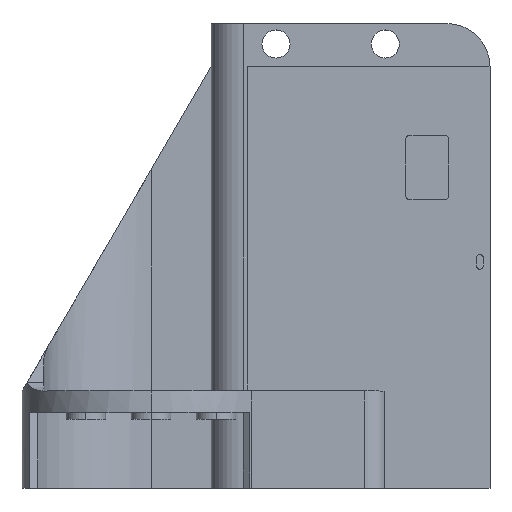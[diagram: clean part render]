
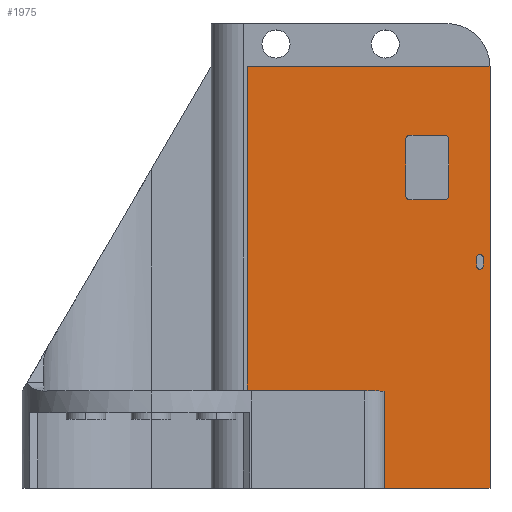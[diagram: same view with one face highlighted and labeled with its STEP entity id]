
A CAD part, top view. The second image highlights one B-rep face of the part: STEP entity #1975.
In plain terms, the highlighted planar face has unit normal (0, 0, 1).
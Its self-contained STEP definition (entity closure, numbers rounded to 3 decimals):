
#16 = EDGE_CURVE ( 'NONE', #1947, #2167, #3432, .T. ) ;
#22 = EDGE_CURVE ( 'NONE', #2572, #3263, #1618, .T. ) ;
#119 = ORIENTED_EDGE ( 'NONE', *, *, #3912, .F. ) ;
#124 = VECTOR ( 'NONE', #2245, 1000. ) ;
#146 = DIRECTION ( 'NONE',  ( 0., 1., 0. ) ) ;
#165 = DIRECTION ( 'NONE',  ( 0., 1., 0. ) ) ;
#191 = VECTOR ( 'NONE', #2726, 1000. ) ;
#274 = VECTOR ( 'NONE', #3406, 1000. ) ;
#326 = FACE_BOUND ( 'NONE', #3191, .T. ) ;
#338 = CARTESIAN_POINT ( 'NONE',  ( 60.166, 58.434, 16. ) ) ;
#359 = DIRECTION ( 'NONE',  ( 0., -1., 0. ) ) ;
#373 = CARTESIAN_POINT ( 'NONE',  ( 75.666, 31.034, 16. ) ) ;
#417 = AXIS2_PLACEMENT_3D ( 'NONE', #4188, #423, #1454 ) ;
#423 = DIRECTION ( 'NONE',  ( 0., 0., 1. ) ) ;
#433 = ORIENTED_EDGE ( 'NONE', *, *, #1883, .F. ) ;
#438 = ORIENTED_EDGE ( 'NONE', *, *, #1001, .F. ) ;
#469 = VERTEX_POINT ( 'NONE', #1327 ) ;
#470 = LINE ( 'NONE', #513, #2448 ) ;
#477 = CIRCLE ( 'NONE', #3309, 1. ) ;
#482 = VECTOR ( 'NONE', #4204, 1000. ) ;
#513 = CARTESIAN_POINT ( 'NONE',  ( 69.166, 58.434, 16. ) ) ;
#547 = VERTEX_POINT ( 'NONE', #2444 ) ;
#552 = ORIENTED_EDGE ( 'NONE', *, *, #3835, .F. ) ;
#556 = CARTESIAN_POINT ( 'NONE',  ( 60.166, 59.434, 16. ) ) ;
#574 = CARTESIAN_POINT ( 'NONE',  ( 54.166, -22.566, 16. ) ) ;
#575 = ORIENTED_EDGE ( 'NONE', *, *, #1528, .F. ) ;
#595 = CARTESIAN_POINT ( 'NONE',  ( 68.166, 45.434, 16. ) ) ;
#623 = ORIENTED_EDGE ( 'NONE', *, *, #3646, .F. ) ;
#668 = DIRECTION ( 'NONE',  ( 0., 0., 1. ) ) ;
#682 = CARTESIAN_POINT ( 'NONE',  ( 22.4, 0., 16. ) ) ;
#689 = ORIENTED_EDGE ( 'NONE', *, *, #1725, .F. ) ;
#723 = VERTEX_POINT ( 'NONE', #373 ) ;
#733 = DIRECTION ( 'NONE',  ( 1., 0., 0. ) ) ;
#769 = LINE ( 'NONE', #2043, #191 ) ;
#842 = DIRECTION ( 'NONE',  ( -1., 0., 0. ) ) ;
#852 = CARTESIAN_POINT ( 'NONE',  ( 59.166, 58.434, 16. ) ) ;
#891 = VERTEX_POINT ( 'NONE', #3920 ) ;
#952 = DIRECTION ( 'NONE',  ( 0., -1., 0. ) ) ;
#978 = VERTEX_POINT ( 'NONE', #3903 ) ;
#985 = CIRCLE ( 'NONE', #4174, 1. ) ;
#990 = CARTESIAN_POINT ( 'NONE',  ( 59.166, 58.434, 16. ) ) ;
#1001 = EDGE_CURVE ( 'NONE', #3079, #1457, #1865, .T. ) ;
#1041 = LINE ( 'NONE', #1711, #3390 ) ;
#1055 = PLANE ( 'NONE',  #2173 ) ;
#1108 = CARTESIAN_POINT ( 'NONE',  ( 60.166, 59.434, 16. ) ) ;
#1162 = ORIENTED_EDGE ( 'NONE', *, *, #2184, .F. ) ;
#1202 = VERTEX_POINT ( 'NONE', #2971 ) ;
#1327 = CARTESIAN_POINT ( 'NONE',  ( 68.166, 59.434, 16. ) ) ;
#1429 = ORIENTED_EDGE ( 'NONE', *, *, #4005, .F. ) ;
#1436 = LINE ( 'NONE', #2164, #482 ) ;
#1454 = DIRECTION ( 'NONE',  ( -1., 0., 0. ) ) ;
#1457 = VERTEX_POINT ( 'NONE', #3602 ) ;
#1472 = VECTOR ( 'NONE', #359, 1000. ) ;
#1488 = CARTESIAN_POINT ( 'NONE',  ( 76.416, 29.034, 16. ) ) ;
#1498 = VERTEX_POINT ( 'NONE', #3964 ) ;
#1528 = EDGE_CURVE ( 'NONE', #1457, #3427, #769, .T. ) ;
#1545 = AXIS2_PLACEMENT_3D ( 'NONE', #2122, #2999, #2022 ) ;
#1605 = CARTESIAN_POINT ( 'NONE',  ( 60.166, 44.434, 16. ) ) ;
#1618 = LINE ( 'NONE', #2643, #3287 ) ;
#1670 = AXIS2_PLACEMENT_3D ( 'NONE', #595, #3991, #4046 ) ;
#1677 = DIRECTION ( 'NONE',  ( -1., 0., 0. ) ) ;
#1699 = CIRCLE ( 'NONE', #3107, 0.75 ) ;
#1711 = CARTESIAN_POINT ( 'NONE',  ( 77.166, 75.434, 16. ) ) ;
#1725 = EDGE_CURVE ( 'NONE', #2167, #1812, #470, .T. ) ;
#1737 = DIRECTION ( 'NONE',  ( 0., 0., -1. ) ) ;
#1812 = VERTEX_POINT ( 'NONE', #3313 ) ;
#1865 = LINE ( 'NONE', #2828, #3792 ) ;
#1866 = DIRECTION ( 'NONE',  ( 0., 0., 1. ) ) ;
#1881 = CARTESIAN_POINT ( 'NONE',  ( 78.766, -22.566, 16. ) ) ;
#1883 = EDGE_CURVE ( 'NONE', #3428, #1947, #3336, .T. ) ;
#1888 = VECTOR ( 'NONE', #952, 1000. ) ;
#1946 = EDGE_CURVE ( 'NONE', #2903, #1498, #3695, .T. ) ;
#1947 = VERTEX_POINT ( 'NONE', #2340 ) ;
#1975 = ADVANCED_FACE ( 'NONE', ( #2094, #3361, #326 ), #1055, .F. ) ;
#2022 = DIRECTION ( 'NONE',  ( 1., 0., 0. ) ) ;
#2043 = CARTESIAN_POINT ( 'NONE',  ( 52.166, 75.434, 16. ) ) ;
#2094 = FACE_OUTER_BOUND ( 'NONE', #4007, .T. ) ;
#2101 = VERTEX_POINT ( 'NONE', #1108 ) ;
#2115 = LINE ( 'NONE', #2960, #1888 ) ;
#2122 = CARTESIAN_POINT ( 'NONE',  ( 76.416, 31.034, 16. ) ) ;
#2164 = CARTESIAN_POINT ( 'NONE',  ( 54.166, -125.929, 16. ) ) ;
#2167 = VERTEX_POINT ( 'NONE', #3278 ) ;
#2173 = AXIS2_PLACEMENT_3D ( 'NONE', #2355, #1737, #1677 ) ;
#2184 = EDGE_CURVE ( 'NONE', #469, #2101, #2914, .T. ) ;
#2245 = DIRECTION ( 'NONE',  ( 1., 0., 0. ) ) ;
#2259 = ORIENTED_EDGE ( 'NONE', *, *, #3949, .F. ) ;
#2340 = CARTESIAN_POINT ( 'NONE',  ( 68.166, 44.434, 16. ) ) ;
#2355 = CARTESIAN_POINT ( 'NONE',  ( 0., -2., 16. ) ) ;
#2408 = CARTESIAN_POINT ( 'NONE',  ( 78.766, 75.434, 16. ) ) ;
#2429 = ORIENTED_EDGE ( 'NONE', *, *, #16, .F. ) ;
#2444 = CARTESIAN_POINT ( 'NONE',  ( 54.166, 0., 16. ) ) ;
#2448 = VECTOR ( 'NONE', #146, 1000. ) ;
#2524 = EDGE_CURVE ( 'NONE', #723, #891, #2115, .T. ) ;
#2572 = VERTEX_POINT ( 'NONE', #1881 ) ;
#2586 = DIRECTION ( 'NONE',  ( -1., 0., 0. ) ) ;
#2624 = ORIENTED_EDGE ( 'NONE', *, *, #3484, .F. ) ;
#2643 = CARTESIAN_POINT ( 'NONE',  ( 52.166, -22.566, 16. ) ) ;
#2693 = DIRECTION ( 'NONE',  ( 0., -1., 0. ) ) ;
#2709 = CARTESIAN_POINT ( 'NONE',  ( 60.166, 44.434, 16. ) ) ;
#2726 = DIRECTION ( 'NONE',  ( 1., 0., 0. ) ) ;
#2730 = VECTOR ( 'NONE', #842, 1000. ) ;
#2778 = ORIENTED_EDGE ( 'NONE', *, *, #22, .F. ) ;
#2806 = CIRCLE ( 'NONE', #417, 1. ) ;
#2807 = ORIENTED_EDGE ( 'NONE', *, *, #3473, .T. ) ;
#2828 = CARTESIAN_POINT ( 'NONE',  ( 22.4, 75.434, 16. ) ) ;
#2846 = CARTESIAN_POINT ( 'NONE',  ( 60.166, 45.434, 16. ) ) ;
#2903 = VERTEX_POINT ( 'NONE', #852 ) ;
#2914 = LINE ( 'NONE', #556, #3310 ) ;
#2960 = CARTESIAN_POINT ( 'NONE',  ( 75.666, 31.034, 16. ) ) ;
#2971 = CARTESIAN_POINT ( 'NONE',  ( 77.166, 29.034, 16. ) ) ;
#2999 = DIRECTION ( 'NONE',  ( 0., 0., 1. ) ) ;
#3034 = ORIENTED_EDGE ( 'NONE', *, *, #3555, .F. ) ;
#3079 = VERTEX_POINT ( 'NONE', #682 ) ;
#3106 = EDGE_LOOP ( 'NONE', ( #1429, #4353, #2624, #1162, #3034, #689, #2429, #433 ) ) ;
#3107 = AXIS2_PLACEMENT_3D ( 'NONE', #1488, #3883, #3239 ) ;
#3129 = LINE ( 'NONE', #4395, #1472 ) ;
#3191 = EDGE_LOOP ( 'NONE', ( #119, #2807, #2259, #3617 ) ) ;
#3211 = EDGE_CURVE ( 'NONE', #547, #3079, #4208, .T. ) ;
#3239 = DIRECTION ( 'NONE',  ( 1., 0., 0. ) ) ;
#3259 = DIRECTION ( 'NONE',  ( 1., 0., 0. ) ) ;
#3263 = VERTEX_POINT ( 'NONE', #574 ) ;
#3278 = CARTESIAN_POINT ( 'NONE',  ( 69.166, 45.434, 16. ) ) ;
#3287 = VECTOR ( 'NONE', #4371, 1000. ) ;
#3309 = AXIS2_PLACEMENT_3D ( 'NONE', #338, #668, #733 ) ;
#3310 = VECTOR ( 'NONE', #2586, 1000. ) ;
#3313 = CARTESIAN_POINT ( 'NONE',  ( 69.166, 58.434, 16. ) ) ;
#3336 = LINE ( 'NONE', #1605, #124 ) ;
#3361 = FACE_BOUND ( 'NONE', #3106, .T. ) ;
#3390 = VECTOR ( 'NONE', #2693, 1000. ) ;
#3406 = DIRECTION ( 'NONE',  ( 0., -1., 0. ) ) ;
#3427 = VERTEX_POINT ( 'NONE', #2408 ) ;
#3428 = VERTEX_POINT ( 'NONE', #2709 ) ;
#3432 = CIRCLE ( 'NONE', #1670, 1. ) ;
#3473 = EDGE_CURVE ( 'NONE', #978, #1202, #1041, .T. ) ;
#3484 = EDGE_CURVE ( 'NONE', #2101, #2903, #477, .T. ) ;
#3555 = EDGE_CURVE ( 'NONE', #1812, #469, #2806, .T. ) ;
#3595 = ORIENTED_EDGE ( 'NONE', *, *, #3211, .F. ) ;
#3602 = CARTESIAN_POINT ( 'NONE',  ( 22.4, 75.434, 16. ) ) ;
#3617 = ORIENTED_EDGE ( 'NONE', *, *, #2524, .F. ) ;
#3646 = EDGE_CURVE ( 'NONE', #3263, #547, #1436, .T. ) ;
#3695 = LINE ( 'NONE', #990, #274 ) ;
#3792 = VECTOR ( 'NONE', #165, 1000. ) ;
#3832 = CARTESIAN_POINT ( 'NONE',  ( 0., 0., 16. ) ) ;
#3835 = EDGE_CURVE ( 'NONE', #3427, #2572, #3129, .T. ) ;
#3883 = DIRECTION ( 'NONE',  ( 0., 0., 1. ) ) ;
#3903 = CARTESIAN_POINT ( 'NONE',  ( 77.166, 31.034, 16. ) ) ;
#3912 = EDGE_CURVE ( 'NONE', #978, #723, #3959, .T. ) ;
#3920 = CARTESIAN_POINT ( 'NONE',  ( 75.666, 29.034, 16. ) ) ;
#3949 = EDGE_CURVE ( 'NONE', #891, #1202, #1699, .T. ) ;
#3959 = CIRCLE ( 'NONE', #1545, 0.75 ) ;
#3964 = CARTESIAN_POINT ( 'NONE',  ( 59.166, 45.434, 16. ) ) ;
#3991 = DIRECTION ( 'NONE',  ( 0., 0., 1. ) ) ;
#4005 = EDGE_CURVE ( 'NONE', #1498, #3428, #985, .T. ) ;
#4007 = EDGE_LOOP ( 'NONE', ( #3595, #623, #2778, #552, #575, #438 ) ) ;
#4046 = DIRECTION ( 'NONE',  ( 1., 0., 0. ) ) ;
#4174 = AXIS2_PLACEMENT_3D ( 'NONE', #2846, #1866, #3259 ) ;
#4188 = CARTESIAN_POINT ( 'NONE',  ( 68.166, 58.434, 16. ) ) ;
#4204 = DIRECTION ( 'NONE',  ( 0., 1., 0. ) ) ;
#4208 = LINE ( 'NONE', #3832, #2730 ) ;
#4353 = ORIENTED_EDGE ( 'NONE', *, *, #1946, .F. ) ;
#4371 = DIRECTION ( 'NONE',  ( -1., 0., 0. ) ) ;
#4395 = CARTESIAN_POINT ( 'NONE',  ( 78.766, 75.434, 16. ) ) ;
